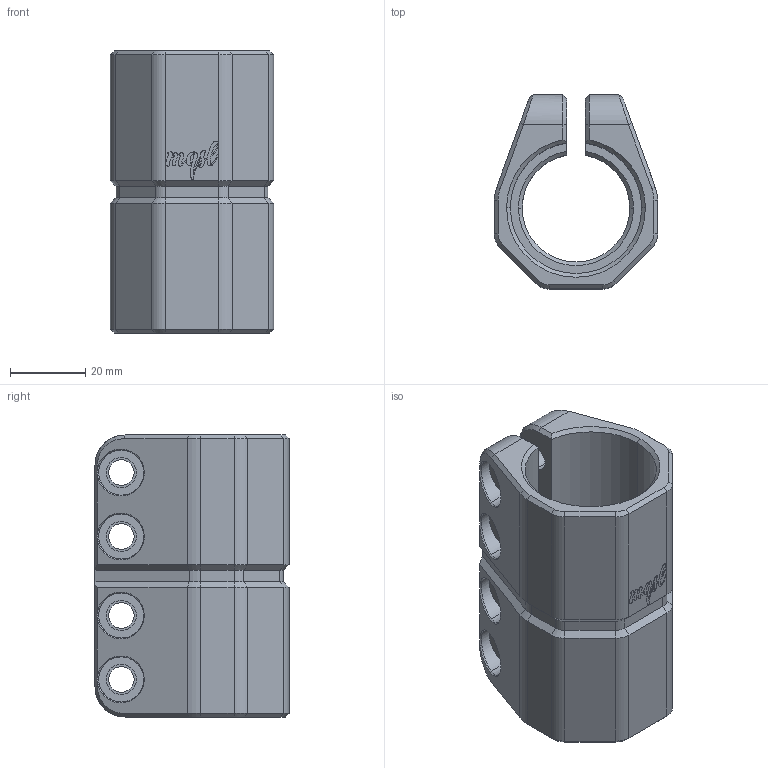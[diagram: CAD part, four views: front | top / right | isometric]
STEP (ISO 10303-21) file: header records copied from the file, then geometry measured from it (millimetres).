
FILE_DESCRIPTION (( 'STEP AP214' ), '1' );
FILE_NAME ('SCS MQSL.STEP', '2019-11-09T20:40:40', ( '' ), ( '' ), 'SwSTEP 2.0', 'SolidWorks 2018', '' );
FILE_SCHEMA (( 'AUTOMOTIVE_DESIGN' ));
Length unit declared in the file: millimetre
Products named in the file (1): SCS MQSL
Bounding box: 43.4 x 51.58 x 75 mm (x, y, z)
Volume: 63535.4 mm3; surface area: 24248.9 mm2
Topology: 1 solids, 1 shells, 438 faces, 1153 edges, 736 vertices
Faces by surface type: plane 228, cylinder 115, bspline 58, cone 37
Entity records: 21427 total; most frequent: CARTESIAN_POINT 8084, ORIENTED_EDGE 2306, DIRECTION 1988, EDGE_CURVE 1153, VECTOR 756, LINE 756, VERTEX_POINT 736, AXIS2_PLACEMENT_3D 616
